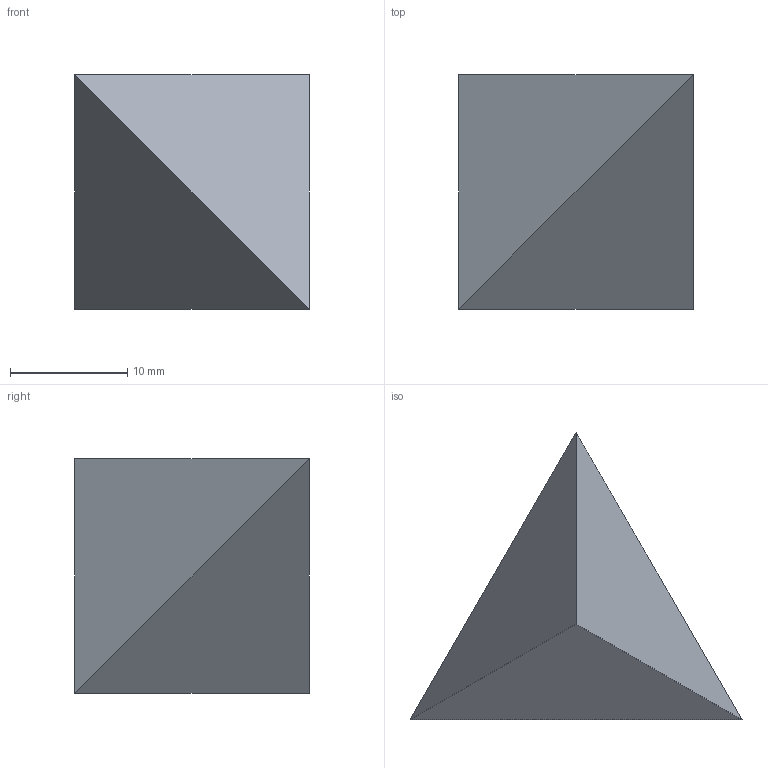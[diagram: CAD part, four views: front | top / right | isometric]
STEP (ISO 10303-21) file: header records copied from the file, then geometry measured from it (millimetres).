
FILE_DESCRIPTION(/* description */ (''),/* implementation_level */ '2;1');
FILE_NAME(/* name */ 'tetrahedron',/* time_stamp */ '2025-01-02T18:04:54-08:00',/* author */ (''),/* organization */ (''),/* preprocessor_version */ 'ST-DEVELOPER v19.2',/* originating_system */ 'Rhino 8.14',/* authorisation */ '');
FILE_SCHEMA (('CONFIG_CONTROL_DESIGN'));
Length unit declared in the file: centimetre
Products named in the file (1): Document
Bounding box: 20 x 20 x 20 mm (x, y, z)
Volume: 2666.7 mm3; surface area: 1385.6 mm2
Topology: 1 solids, 1 shells, 4 faces, 6 edges, 4 vertices
Faces by surface type: plane 4
Entity records: 166 total; most frequent: CARTESIAN_POINT 22, ORIENTED_EDGE 12, DIRECTION 8, ORGANIZATION 7, PERSON_AND_ORGANIZATION 7, EDGE_CURVE 6, B_SPLINE_CURVE_WITH_KNOTS 6, AXIS2_PLACEMENT_3D 6
